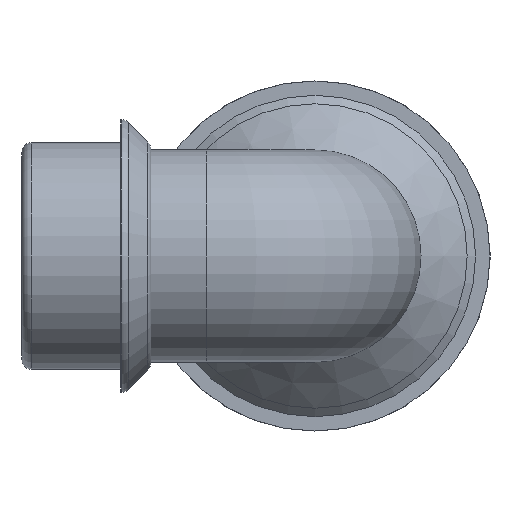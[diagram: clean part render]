
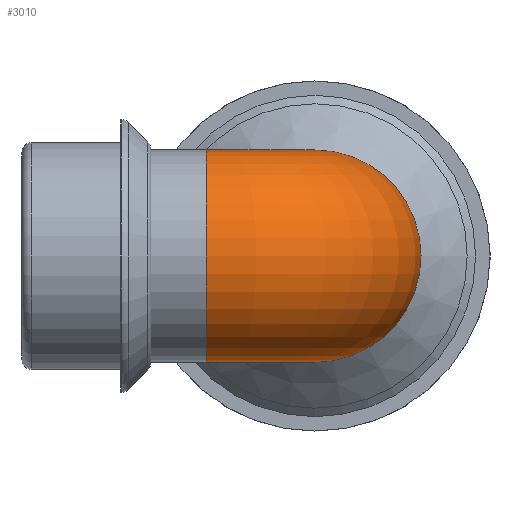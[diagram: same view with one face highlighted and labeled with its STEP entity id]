
A CAD part, left-side view. The second image highlights one B-rep face of the part: STEP entity #3010.
In plain terms, the highlighted toroidal (fillet/blend) face has major radius 28.52 mm and minor radius 27.869 mm.
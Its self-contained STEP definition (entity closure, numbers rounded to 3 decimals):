
#609=TOROIDAL_SURFACE('',#3229,28.52,27.87);
#629=FACE_BOUND('',#871,.T.);
#655=FACE_OUTER_BOUND('',#870,.T.);
#870=EDGE_LOOP('',(#2026));
#871=EDGE_LOOP('',(#2027));
#1102=CIRCLE('',#3222,27.87);
#1107=CIRCLE('',#3230,27.87);
#1282=VERTEX_POINT('',#4581);
#1287=VERTEX_POINT('',#4594);
#1558=EDGE_CURVE('',#1282,#1282,#1102,.T.);
#1563=EDGE_CURVE('',#1287,#1287,#1107,.T.);
#2026=ORIENTED_EDGE('',*,*,#1563,.F.);
#2027=ORIENTED_EDGE('',*,*,#1558,.T.);
#3010=ADVANCED_FACE('',(#655,#629),#609,.T.);
#3222=AXIS2_PLACEMENT_3D('',#4582,#3617,#3618);
#3229=AXIS2_PLACEMENT_3D('',#4593,#3631,#3632);
#3230=AXIS2_PLACEMENT_3D('',#4595,#3633,#3634);
#3617=DIRECTION('center_axis',(0.,-1.,0.));
#3618=DIRECTION('ref_axis',(-1.,0.,0.));
#3631=DIRECTION('center_axis',(0.,0.,1.));
#3632=DIRECTION('ref_axis',(1.,0.,0.));
#3633=DIRECTION('center_axis',(1.,0.,0.));
#3634=DIRECTION('ref_axis',(0.,0.,-1.));
#4581=CARTESIAN_POINT('',(27.87,28.52,0.));
#4582=CARTESIAN_POINT('Origin',(0.,28.52,0.));
#4593=CARTESIAN_POINT('Origin',(28.52,28.52,0.));
#4594=CARTESIAN_POINT('',(28.52,27.87,0.));
#4595=CARTESIAN_POINT('Origin',(28.52,0.,0.));
